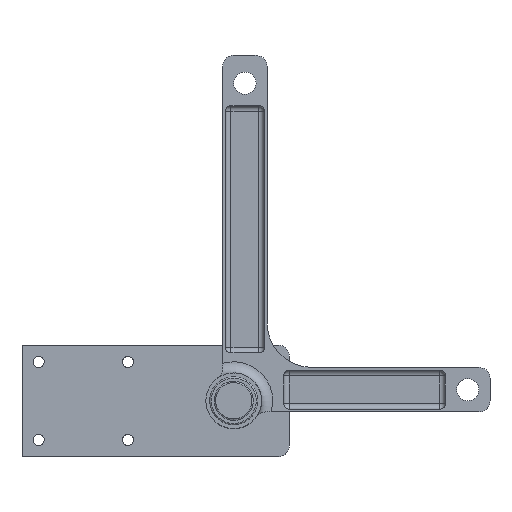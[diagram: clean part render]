
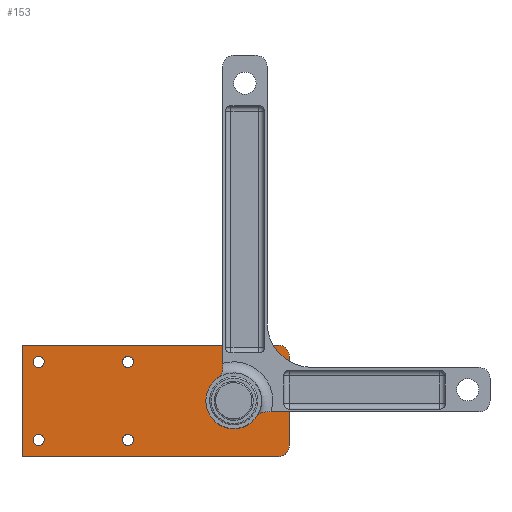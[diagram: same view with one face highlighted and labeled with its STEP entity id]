
A CAD part, top view. The second image highlights one B-rep face of the part: STEP entity #153.
In plain terms, the highlighted planar face has unit normal (0, 0, 1).
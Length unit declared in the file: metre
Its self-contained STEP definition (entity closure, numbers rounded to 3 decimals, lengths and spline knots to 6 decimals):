
#153 = ADVANCED_FACE( '', ( #324, #325, #326, #327, #328, #329 ), #330, .T. );
#324 = FACE_BOUND( '', #535, .T. );
#325 = FACE_BOUND( '', #536, .T. );
#326 = FACE_OUTER_BOUND( '', #537, .T. );
#327 = FACE_BOUND( '', #538, .T. );
#328 = FACE_BOUND( '', #539, .T. );
#329 = FACE_BOUND( '', #540, .T. );
#330 = PLANE( '', #541 );
#535 = EDGE_LOOP( '', ( #1094 ) );
#536 = EDGE_LOOP( '', ( #1095 ) );
#537 = EDGE_LOOP( '', ( #1096, #1097, #1098, #1099, #1100, #1101 ) );
#538 = EDGE_LOOP( '', ( #1102 ) );
#539 = EDGE_LOOP( '', ( #1103 ) );
#540 = EDGE_LOOP( '', ( #1104 ) );
#541 = AXIS2_PLACEMENT_3D( '', #1105, #1106, #1107 );
#1094 = ORIENTED_EDGE( '', *, *, #1361, .T. );
#1095 = ORIENTED_EDGE( '', *, *, #1362, .T. );
#1096 = ORIENTED_EDGE( '', *, *, #1363, .T. );
#1097 = ORIENTED_EDGE( '', *, *, #1344, .T. );
#1098 = ORIENTED_EDGE( '', *, *, #1339, .T. );
#1099 = ORIENTED_EDGE( '', *, *, #1360, .T. );
#1100 = ORIENTED_EDGE( '', *, *, #1346, .T. );
#1101 = ORIENTED_EDGE( '', *, *, #1350, .T. );
#1102 = ORIENTED_EDGE( '', *, *, #1364, .T. );
#1103 = ORIENTED_EDGE( '', *, *, #1365, .T. );
#1104 = ORIENTED_EDGE( '', *, *, #1366, .T. );
#1105 = CARTESIAN_POINT( '', ( 0.0127, 0.0127, -0.02286 ) );
#1106 = DIRECTION( '', ( 0., 0., 1. ) );
#1107 = DIRECTION( '', ( 1., 0., 0. ) );
#1339 = EDGE_CURVE( '', #1603, #1604, #1605, .T. );
#1344 = EDGE_CURVE( '', #1613, #1603, #1614, .T. );
#1346 = EDGE_CURVE( '', #1616, #1617, #1618, .T. );
#1350 = EDGE_CURVE( '', #1617, #1624, #1625, .T. );
#1360 = EDGE_CURVE( '', #1604, #1616, #1641, .T. );
#1361 = EDGE_CURVE( '', #1642, #1642, #1643, .T. );
#1362 = EDGE_CURVE( '', #1644, #1644, #1645, .T. );
#1363 = EDGE_CURVE( '', #1624, #1613, #1646, .T. );
#1364 = EDGE_CURVE( '', #1647, #1647, #1648, .T. );
#1365 = EDGE_CURVE( '', #1649, #1649, #1650, .T. );
#1366 = EDGE_CURVE( '', #1651, #1651, #1652, .T. );
#1603 = VERTEX_POINT( '', #2071 );
#1604 = VERTEX_POINT( '', #2072 );
#1605 = LINE( '', #2073, #2074 );
#1613 = VERTEX_POINT( '', #2085 );
#1614 = CIRCLE( '', #2086, 0.0127 );
#1616 = VERTEX_POINT( '', #2089 );
#1617 = VERTEX_POINT( '', #2090 );
#1618 = LINE( '', #2091, #2092 );
#1624 = VERTEX_POINT( '', #2101 );
#1625 = LINE( '', #2102, #2103 );
#1641 = CIRCLE( '', #2122, 0.0127 );
#1642 = VERTEX_POINT( '', #2123 );
#1643 = CIRCLE( '', #2124, 0.00635 );
#1644 = VERTEX_POINT( '', #2125 );
#1645 = CIRCLE( '', #2126, 0.00635 );
#1646 = LINE( '', #2127, #2128 );
#1647 = VERTEX_POINT( '', #2129 );
#1648 = CIRCLE( '', #2130, 0.0127 );
#1649 = VERTEX_POINT( '', #2131 );
#1650 = CIRCLE( '', #2132, 0.00635 );
#1651 = VERTEX_POINT( '', #2133 );
#1652 = CIRCLE( '', #2134, 0.00635 );
#2071 = CARTESIAN_POINT( '', ( 0.0762, -0.0381, -0.02286 ) );
#2072 = CARTESIAN_POINT( '', ( 0.0762, 0.0635, -0.02286 ) );
#2073 = CARTESIAN_POINT( '', ( 0.0762, -0.0508, -0.02286 ) );
#2074 = VECTOR( '', #2427, 1. );
#2085 = CARTESIAN_POINT( '', ( 0.0635, -0.0508, -0.02286 ) );
#2086 = AXIS2_PLACEMENT_3D( '', #2434, #2435, #2436 );
#2089 = CARTESIAN_POINT( '', ( 0.0635, 0.0762, -0.02286 ) );
#2090 = CARTESIAN_POINT( '', ( -0.2286, 0.0762, -0.02286 ) );
#2091 = CARTESIAN_POINT( '', ( 0.0762, 0.0762, -0.02286 ) );
#2092 = VECTOR( '', #2438, 1. );
#2101 = CARTESIAN_POINT( '', ( -0.2286, -0.0508, -0.02286 ) );
#2102 = CARTESIAN_POINT( '', ( -0.2286, 0.0762, -0.02286 ) );
#2103 = VECTOR( '', #2442, 1. );
#2122 = AXIS2_PLACEMENT_3D( '', #2464, #2465, #2466 );
#2123 = CARTESIAN_POINT( '', ( -0.2159, -0.03175, -0.02286 ) );
#2124 = AXIS2_PLACEMENT_3D( '', #2467, #2468, #2469 );
#2125 = CARTESIAN_POINT( '', ( -0.1143, 0.05715, -0.02286 ) );
#2126 = AXIS2_PLACEMENT_3D( '', #2470, #2471, #2472 );
#2127 = CARTESIAN_POINT( '', ( -0.2286, -0.0508, -0.02286 ) );
#2128 = VECTOR( '', #2473, 1. );
#2129 = CARTESIAN_POINT( '', ( 0., 0.0127, -0.02286 ) );
#2130 = AXIS2_PLACEMENT_3D( '', #2474, #2475, #2476 );
#2131 = CARTESIAN_POINT( '', ( -0.1143, -0.03175, -0.02286 ) );
#2132 = AXIS2_PLACEMENT_3D( '', #2477, #2478, #2479 );
#2133 = CARTESIAN_POINT( '', ( -0.2159, 0.05715, -0.02286 ) );
#2134 = AXIS2_PLACEMENT_3D( '', #2480, #2481, #2482 );
#2427 = DIRECTION( '', ( 0., 1., 0. ) );
#2434 = CARTESIAN_POINT( '', ( 0.0635, -0.0381, -0.02286 ) );
#2435 = DIRECTION( '', ( 0., 0., 1. ) );
#2436 = DIRECTION( '', ( 1., 0., 0. ) );
#2438 = DIRECTION( '', ( -1., 0., 0. ) );
#2442 = DIRECTION( '', ( 0., -1., 0. ) );
#2464 = CARTESIAN_POINT( '', ( 0.0635, 0.0635, -0.02286 ) );
#2465 = DIRECTION( '', ( 0., 0., 1. ) );
#2466 = DIRECTION( '', ( 1., 0., 0. ) );
#2467 = CARTESIAN_POINT( '', ( -0.20955, -0.03175, -0.02286 ) );
#2468 = DIRECTION( '', ( 0., 0., -1. ) );
#2469 = DIRECTION( '', ( -1., 0., 0. ) );
#2470 = CARTESIAN_POINT( '', ( -0.10795, 0.05715, -0.02286 ) );
#2471 = DIRECTION( '', ( 0., 0., -1. ) );
#2472 = DIRECTION( '', ( -1., 0., 0. ) );
#2473 = DIRECTION( '', ( 1., 0., 0. ) );
#2474 = CARTESIAN_POINT( '', ( 0.0127, 0.0127, -0.02286 ) );
#2475 = DIRECTION( '', ( 0., 0., -1. ) );
#2476 = DIRECTION( '', ( -1., 0., 0. ) );
#2477 = CARTESIAN_POINT( '', ( -0.10795, -0.03175, -0.02286 ) );
#2478 = DIRECTION( '', ( 0., 0., -1. ) );
#2479 = DIRECTION( '', ( -1., 0., 0. ) );
#2480 = CARTESIAN_POINT( '', ( -0.20955, 0.05715, -0.02286 ) );
#2481 = DIRECTION( '', ( 0., 0., -1. ) );
#2482 = DIRECTION( '', ( -1., 0., 0. ) );
